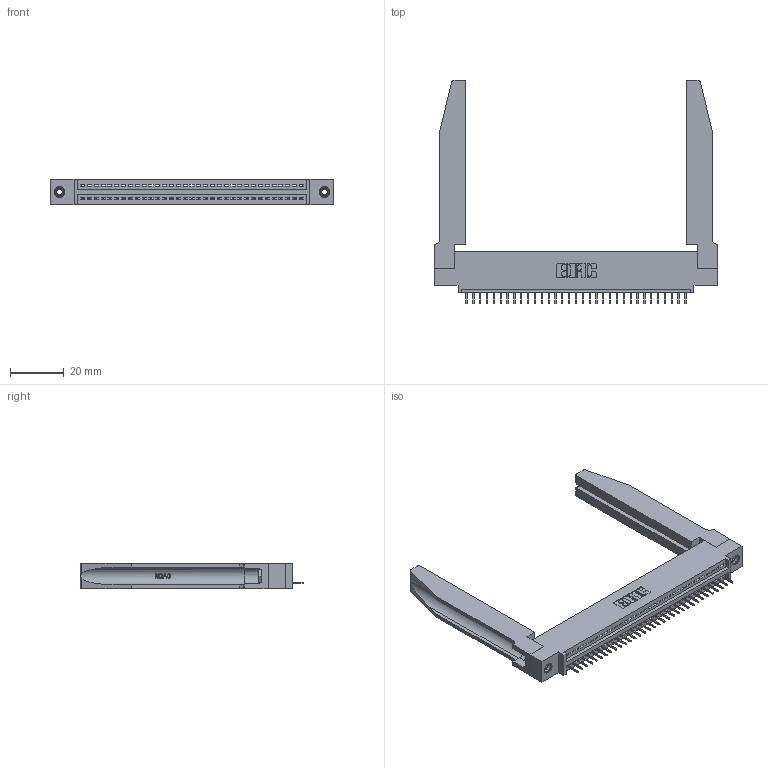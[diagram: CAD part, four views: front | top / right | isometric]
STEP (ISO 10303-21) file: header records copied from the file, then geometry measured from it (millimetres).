
FILE_DESCRIPTION (( 'STEP AP203' ), '1' );
FILE_NAME ('345-033-524-478.STEP', '2019-10-07T16:02:55', ( '' ), ( '' ), 'SwSTEP 2.0', 'SolidWorks 2016', '' );
FILE_SCHEMA (( 'CONFIG_CONTROL_DESIGN' ));
Length unit declared in the file: inch
Products named in the file (5): 345-220-078_345-220-078; 345-033-524-478; 345 Part_0.110 Offset - 0.156 Dia-TH; 345-250-001_345-250-001-102; 345-292-001_345-293-124
Assembly tree (38 placements, depth 2):
  345-033-524-478
    345 Part_0.110 Offset - 0.156 Dia-TH
    345-292-001_345-293-124  x33
    345-250-001_345-250-001-102  x2
    345-220-078_345-220-078  x2
Bounding box: 105.05 x 83.11 x 9.4 mm (x, y, z)
Volume: 17471.2 mm3; surface area: 19279.7 mm2
Topology: 38 solids, 38 shells, 2410 faces, 6901 edges, 4458 vertices
Faces by surface type: plane 1744, cylinder 614, bspline 36, cone 12, torus 4
Entity records: 30994 total; most frequent: CARTESIAN_POINT 6266, ORIENTED_EDGE 5130, DIRECTION 4493, EDGE_CURVE 2565, VECTOR 2211, LINE 2211, VERTEX_POINT 1700, AXIS2_PLACEMENT_3D 1141
